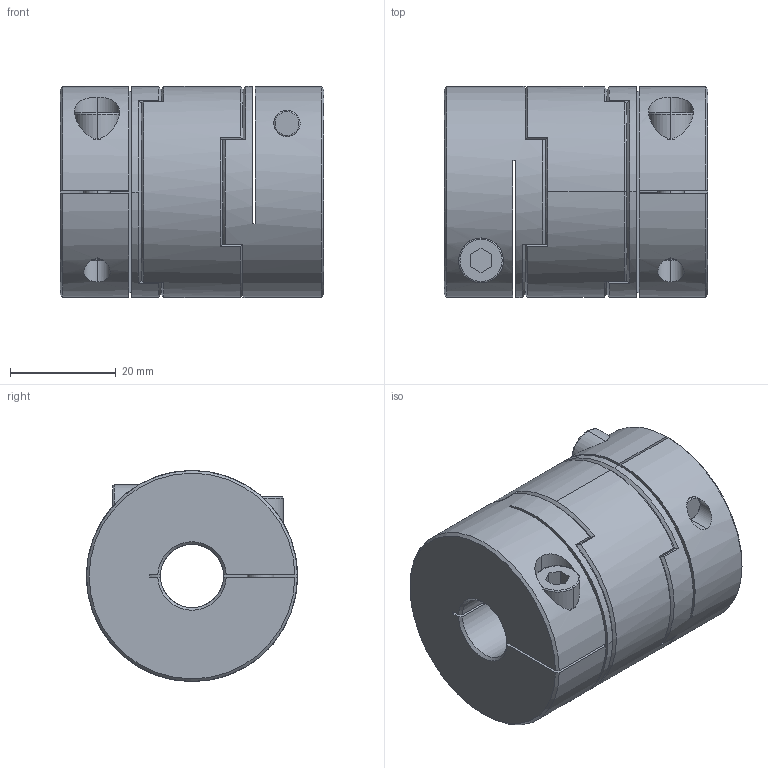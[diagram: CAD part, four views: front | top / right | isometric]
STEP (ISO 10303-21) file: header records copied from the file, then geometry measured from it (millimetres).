
FILE_DESCRIPTION (( 'STEP AP203' ), '1' );
FILE_NAME ('CL4-40_CLAMP.step', '2011-08-10T07:38:02', ( '' ), ( '' ), 'SwSTEP 2.0', 'SolidWorks 2010', '' );
FILE_SCHEMA (( 'CONFIG_CONTROL_DESIGN' ));
Length unit declared in the file: millimetre
Products named in the file (1): CL4-40_CLAMP
Bounding box: 50 x 40 x 40 mm (x, y, z)
Volume: 55971.3 mm3; surface area: 21628.7 mm2
Topology: 5 solids, 5 shells, 136 faces, 348 edges, 226 vertices
Faces by surface type: plane 68, cylinder 38, cone 22, torus 8
Entity records: 4539 total; most frequent: CARTESIAN_POINT 1151, ORIENTED_EDGE 696, DIRECTION 684, EDGE_CURVE 348, AXIS2_PLACEMENT_3D 267, VERTEX_POINT 226, EDGE_LOOP 154, VECTOR 150
